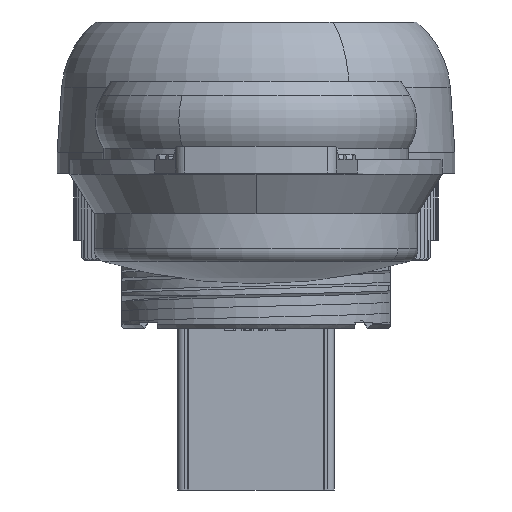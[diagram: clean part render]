
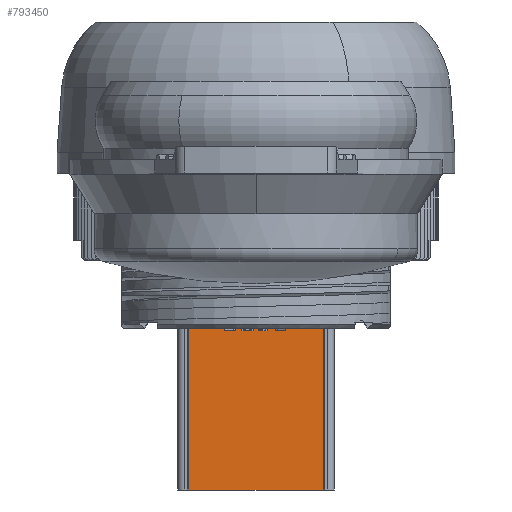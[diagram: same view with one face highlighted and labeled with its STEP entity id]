
A CAD part, front view. The second image highlights one B-rep face of the part: STEP entity #793450.
In plain terms, the highlighted planar face has unit normal (0, -1, 0).
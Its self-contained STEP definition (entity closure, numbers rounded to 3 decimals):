
#748280=CARTESIAN_POINT('',(-5.,-6.61,-26.7));
#748290=VERTEX_POINT('',#748280);
#748320=CARTESIAN_POINT('',(0.,-6.61,-26.7));
#748330=DIRECTION('',(-1.,0.,0.));
#748340=VECTOR('',#748330,1000.);
#748350=LINE('',#748320,#748340);
#748360=CARTESIAN_POINT('',(5.,-6.61,-26.7));
#748370=VERTEX_POINT('',#748360);
#748380=EDGE_CURVE('',#748370,#748290,#748350,.T.);
#792880=CARTESIAN_POINT('',(5.,-6.61,-14.7));
#792890=VERTEX_POINT('',#792880);
#792920=CARTESIAN_POINT('',(0.,-6.61,-14.7));
#792930=DIRECTION('',(1.,0.,0.));
#792940=VECTOR('',#792930,1000.);
#792950=LINE('',#792920,#792940);
#792960=CARTESIAN_POINT('',(-5.,-6.61,-14.7));
#792970=VERTEX_POINT('',#792960);
#792980=EDGE_CURVE('',#792970,#792890,#792950,.T.);
#793240=CARTESIAN_POINT('',(5.,-6.61,-14.7));
#793250=DIRECTION('',(0.,-1.,0.));
#793260=DIRECTION('',(0.,0.,-1.));
#793270=AXIS2_PLACEMENT_3D('',#793240,#793250,#793260);
#793280=PLANE('',#793270);
#793290=ORIENTED_EDGE('',*,*,#792980,.F.);
#793300=CARTESIAN_POINT('',(5.,-6.61,-14.7));
#793310=DIRECTION('',(0.,0.,1.));
#793320=VECTOR('',#793310,1000.);
#793330=LINE('',#793300,#793320);
#793340=EDGE_CURVE('',#748370,#792890,#793330,.T.);
#793350=ORIENTED_EDGE('',*,*,#793340,.T.);
#793360=ORIENTED_EDGE('',*,*,#748380,.F.);
#793370=CARTESIAN_POINT('',(-5.,-6.61,-14.7));
#793380=DIRECTION('',(0.,0.,-1.));
#793390=VECTOR('',#793380,1000.);
#793400=LINE('',#793370,#793390);
#793410=EDGE_CURVE('',#792970,#748290,#793400,.T.);
#793420=ORIENTED_EDGE('',*,*,#793410,.T.);
#793430=EDGE_LOOP('',(#793420,#793360,#793350,#793290));
#793440=FACE_OUTER_BOUND('',#793430,.T.);
#793450=ADVANCED_FACE('',(#793440),#793280,.T.);
